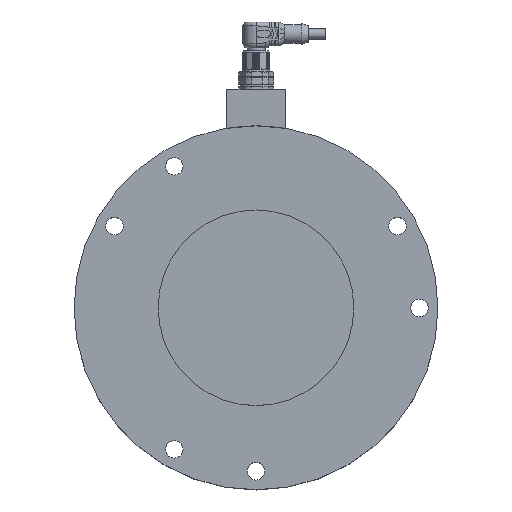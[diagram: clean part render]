
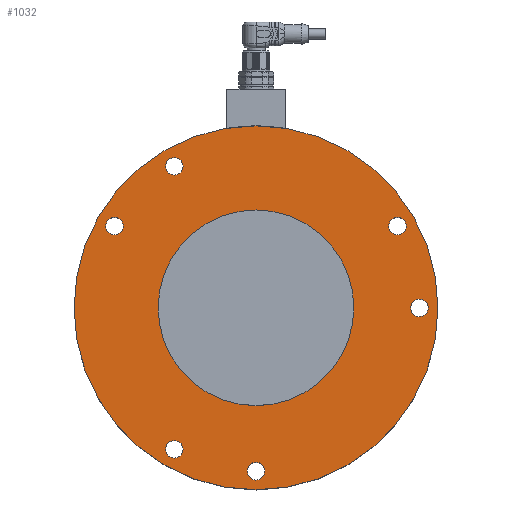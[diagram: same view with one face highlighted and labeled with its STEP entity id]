
A CAD part, top view. The second image highlights one B-rep face of the part: STEP entity #1032.
In plain terms, the highlighted planar face has unit normal (0, 0, 1).
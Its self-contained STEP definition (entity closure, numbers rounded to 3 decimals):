
#47 = FACE_BOUND ( 'NONE', #3003, .T. ) ;
#337 = AXIS2_PLACEMENT_3D ( 'NONE', #22364, #16539, #1651 ) ;
#439 = DIRECTION ( 'NONE',  ( -0.866, 0.5, 0. ) ) ;
#699 = DIRECTION ( 'NONE',  ( -0.866, 0.5, 0. ) ) ;
#720 = ORIENTED_EDGE ( 'NONE', *, *, #15818, .F. ) ;
#923 = DIRECTION ( 'NONE',  ( -0.866, 0.5, 0. ) ) ;
#1032 = ADVANCED_FACE ( 'NONE', ( #1407, #8960, #10346, #21763, #4751, #18907, #24236, #47 ), #20638, .T. ) ;
#1407 = FACE_BOUND ( 'NONE', #6734, .T. ) ;
#1571 = CIRCLE ( 'NONE', #15434, 4.5 ) ;
#1651 = DIRECTION ( 'NONE',  ( -0.866, 0.5, 0. ) ) ;
#1912 = DIRECTION ( 'NONE',  ( -0.866, 0.5, 0. ) ) ;
#2838 = CARTESIAN_POINT ( 'NONE',  ( -80.54, 46.5, 33.25 ) ) ;
#3003 = EDGE_LOOP ( 'NONE', ( #21899 ) ) ;
#3065 = VERTEX_POINT ( 'NONE', #10378 ) ;
#3241 = EDGE_CURVE ( 'NONE', #10284, #10284, #1571, .T. ) ;
#3255 = ORIENTED_EDGE ( 'NONE', *, *, #24237, .F. ) ;
#3667 = AXIS2_PLACEMENT_3D ( 'NONE', #9087, #9207, #1912 ) ;
#3915 = DIRECTION ( 'NONE',  ( -0.866, 0.5, 0. ) ) ;
#4044 = EDGE_CURVE ( 'NONE', #12379, #12379, #10639, .T. ) ;
#4654 = CARTESIAN_POINT ( 'NONE',  ( 83.5, 0., 33.25 ) ) ;
#4689 = CIRCLE ( 'NONE', #12615, 50. ) ;
#4751 = FACE_BOUND ( 'NONE', #16533, .T. ) ;
#5432 = CARTESIAN_POINT ( 'NONE',  ( -76.21, 44., 33.25 ) ) ;
#5651 = CARTESIAN_POINT ( 'NONE',  ( -45.647, 74.563, 33.25 ) ) ;
#5933 = AXIS2_PLACEMENT_3D ( 'NONE', #22899, #7634, #3915 ) ;
#6156 = EDGE_LOOP ( 'NONE', ( #23296 ) ) ;
#6443 = EDGE_LOOP ( 'NONE', ( #720 ) ) ;
#6695 = DIRECTION ( 'NONE',  ( -0.866, 0.5, 0. ) ) ;
#6734 = EDGE_LOOP ( 'NONE', ( #3255 ) ) ;
#7634 = DIRECTION ( 'NONE',  ( 0., 0., 1. ) ) ;
#7878 = VERTEX_POINT ( 'NONE', #5651 ) ;
#7905 = VERTEX_POINT ( 'NONE', #15602 ) ;
#8171 = EDGE_CURVE ( 'NONE', #13245, #13245, #11418, .T. ) ;
#8918 = DIRECTION ( 'NONE',  ( -0.5, -0.866, 0. ) ) ;
#8960 = FACE_BOUND ( 'NONE', #22512, .T. ) ;
#9087 = CARTESIAN_POINT ( 'NONE',  ( 0., 0., 33.25 ) ) ;
#9207 = DIRECTION ( 'NONE',  ( 0., 0., 1. ) ) ;
#9612 = CARTESIAN_POINT ( 'NONE',  ( 72.313, 41.75, 33.25 ) ) ;
#9946 = ORIENTED_EDGE ( 'NONE', *, *, #8171, .F. ) ;
#10176 = ORIENTED_EDGE ( 'NONE', *, *, #15505, .F. ) ;
#10284 = VERTEX_POINT ( 'NONE', #14494 ) ;
#10346 = FACE_BOUND ( 'NONE', #6156, .T. ) ;
#10378 = CARTESIAN_POINT ( 'NONE',  ( 68.416, 44., 33.25 ) ) ;
#10543 = DIRECTION ( 'NONE',  ( 0., 0., 1. ) ) ;
#10639 = CIRCLE ( 'NONE', #20217, 93. ) ;
#11418 = CIRCLE ( 'NONE', #337, 4.5 ) ;
#11626 = EDGE_CURVE ( 'NONE', #21057, #21057, #12125, .T. ) ;
#11899 = DIRECTION ( 'NONE',  ( 0., 0., 1. ) ) ;
#12125 = CIRCLE ( 'NONE', #20054, 4.5 ) ;
#12379 = VERTEX_POINT ( 'NONE', #2838 ) ;
#12600 = CARTESIAN_POINT ( 'NONE',  ( 0., -83.5, 33.25 ) ) ;
#12615 = AXIS2_PLACEMENT_3D ( 'NONE', #19858, #10543, #8918 ) ;
#12851 = VERTEX_POINT ( 'NONE', #16464 ) ;
#13245 = VERTEX_POINT ( 'NONE', #5432 ) ;
#13968 = DIRECTION ( 'NONE',  ( 0., 0., 1. ) ) ;
#14494 = CARTESIAN_POINT ( 'NONE',  ( -45.647, -70.063, 33.25 ) ) ;
#14766 = CIRCLE ( 'NONE', #23486, 4.5 ) ;
#15434 = AXIS2_PLACEMENT_3D ( 'NONE', #23631, #18053, #923 ) ;
#15505 = EDGE_CURVE ( 'NONE', #7905, #7905, #14766, .T. ) ;
#15602 = CARTESIAN_POINT ( 'NONE',  ( -3.897, -81.25, 33.25 ) ) ;
#15818 = EDGE_CURVE ( 'NONE', #3065, #3065, #19933, .T. ) ;
#16143 = DIRECTION ( 'NONE',  ( 0., 0., 1. ) ) ;
#16464 = CARTESIAN_POINT ( 'NONE',  ( -25., -43.301, 33.25 ) ) ;
#16533 = EDGE_LOOP ( 'NONE', ( #21945 ) ) ;
#16539 = DIRECTION ( 'NONE',  ( 0., 0., 1. ) ) ;
#16647 = CIRCLE ( 'NONE', #5933, 4.5 ) ;
#17198 = DIRECTION ( 'NONE',  ( 0., 0., 1. ) ) ;
#18053 = DIRECTION ( 'NONE',  ( 0., 0., 1. ) ) ;
#18907 = FACE_BOUND ( 'NONE', #21829, .T. ) ;
#19348 = DIRECTION ( 'NONE',  ( -0.866, 0.5, 0. ) ) ;
#19541 = AXIS2_PLACEMENT_3D ( 'NONE', #9612, #17198, #439 ) ;
#19858 = CARTESIAN_POINT ( 'NONE',  ( 0., 0., 33.25 ) ) ;
#19933 = CIRCLE ( 'NONE', #19541, 4.5 ) ;
#20054 = AXIS2_PLACEMENT_3D ( 'NONE', #4654, #13968, #699 ) ;
#20217 = AXIS2_PLACEMENT_3D ( 'NONE', #20356, #16143, #6695 ) ;
#20356 = CARTESIAN_POINT ( 'NONE',  ( 0., 0., 33.25 ) ) ;
#20638 = PLANE ( 'NONE',  #3667 ) ;
#21057 = VERTEX_POINT ( 'NONE', #21171 ) ;
#21171 = CARTESIAN_POINT ( 'NONE',  ( 79.603, 2.25, 33.25 ) ) ;
#21398 = EDGE_CURVE ( 'NONE', #12851, #12851, #4689, .T. ) ;
#21763 = FACE_BOUND ( 'NONE', #6443, .T. ) ;
#21829 = EDGE_LOOP ( 'NONE', ( #10176 ) ) ;
#21899 = ORIENTED_EDGE ( 'NONE', *, *, #21398, .F. ) ;
#21945 = ORIENTED_EDGE ( 'NONE', *, *, #3241, .F. ) ;
#22148 = ORIENTED_EDGE ( 'NONE', *, *, #4044, .T. ) ;
#22364 = CARTESIAN_POINT ( 'NONE',  ( -72.313, 41.75, 33.25 ) ) ;
#22512 = EDGE_LOOP ( 'NONE', ( #9946 ) ) ;
#22899 = CARTESIAN_POINT ( 'NONE',  ( -41.75, 72.313, 33.25 ) ) ;
#23296 = ORIENTED_EDGE ( 'NONE', *, *, #11626, .F. ) ;
#23486 = AXIS2_PLACEMENT_3D ( 'NONE', #12600, #11899, #19348 ) ;
#23631 = CARTESIAN_POINT ( 'NONE',  ( -41.75, -72.313, 33.25 ) ) ;
#23812 = EDGE_LOOP ( 'NONE', ( #22148 ) ) ;
#24236 = FACE_OUTER_BOUND ( 'NONE', #23812, .T. ) ;
#24237 = EDGE_CURVE ( 'NONE', #7878, #7878, #16647, .T. ) ;
